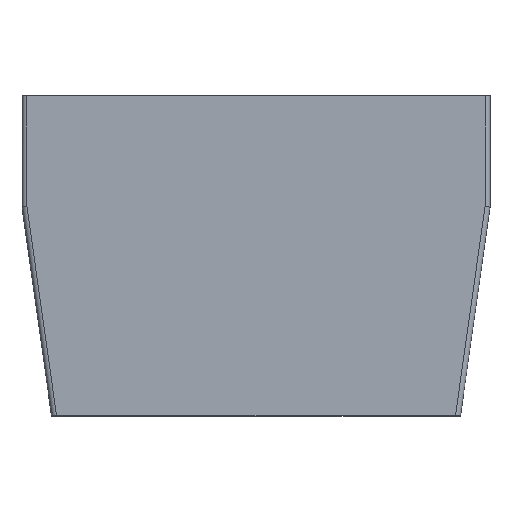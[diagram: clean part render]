
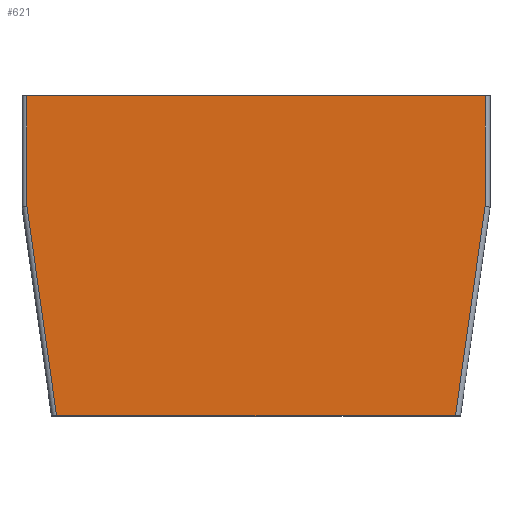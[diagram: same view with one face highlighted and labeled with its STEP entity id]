
A CAD part, top view. The second image highlights one B-rep face of the part: STEP entity #621.
In plain terms, the highlighted planar face has unit normal (0, 0, 1).
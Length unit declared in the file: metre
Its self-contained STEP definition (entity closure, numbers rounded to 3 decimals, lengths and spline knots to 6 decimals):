
#111=ORIENTED_EDGE('',*,*,#278,.T.);
#112=ORIENTED_EDGE('',*,*,#279,.T.);
#113=ORIENTED_EDGE('',*,*,#280,.T.);
#114=ORIENTED_EDGE('',*,*,#276,.F.);
#115=ORIENTED_EDGE('',*,*,#281,.T.);
#116=ORIENTED_EDGE('',*,*,#282,.T.);
#276=EDGE_CURVE('',#358,#359,#410,.T.);
#278=EDGE_CURVE('',#360,#361,#411,.T.);
#279=EDGE_CURVE('',#361,#362,#412,.F.);
#280=EDGE_CURVE('',#362,#359,#413,.F.);
#281=EDGE_CURVE('',#358,#363,#414,.T.);
#282=EDGE_CURVE('',#363,#360,#415,.T.);
#358=VERTEX_POINT('',#1019);
#359=VERTEX_POINT('',#1021);
#360=VERTEX_POINT('',#1025);
#361=VERTEX_POINT('',#1026);
#362=VERTEX_POINT('',#1028);
#363=VERTEX_POINT('',#1031);
#410=LINE('',#1020,#457);
#411=LINE('',#1024,#458);
#412=LINE('',#1027,#459);
#413=LINE('',#1029,#460);
#414=LINE('',#1030,#461);
#415=LINE('',#1032,#462);
#457=VECTOR('',#802,1.);
#458=VECTOR('',#807,1.);
#459=VECTOR('',#808,1.);
#460=VECTOR('',#809,1.);
#461=VECTOR('',#810,1.);
#462=VECTOR('',#811,1.);
#490=EDGE_LOOP('',(#111,#112,#113,#114,#115,#116));
#549=FACE_BOUND('',#490,.T.);
#604=PLANE('',#685);
#621=ADVANCED_FACE('',(#549),#604,.F.);
#685=AXIS2_PLACEMENT_3D('',#1023,#805,#806);
#802=DIRECTION('',(-1.,0.,0.));
#805=DIRECTION('',(0.,0.,-1.));
#806=DIRECTION('',(-1.,0.,0.));
#807=DIRECTION('',(-1.,0.,0.));
#808=DIRECTION('',(0.,1.,0.));
#809=DIRECTION('',(-0.14,0.99,0.));
#810=DIRECTION('',(0.14,0.99,0.));
#811=DIRECTION('',(0.,1.,0.));
#1019=CARTESIAN_POINT('',(0.06299,-0.065,0.));
#1020=CARTESIAN_POINT('',(0.0225,-0.065,0.));
#1021=CARTESIAN_POINT('',(-0.01799,-0.065,0.));
#1023=CARTESIAN_POINT('',(0.0225,-0.065,0.));
#1024=CARTESIAN_POINT('',(0.0225,0.,0.));
#1025=CARTESIAN_POINT('',(0.069,0.,0.));
#1026=CARTESIAN_POINT('',(-0.024,0.,0.));
#1027=CARTESIAN_POINT('',(-0.024,-0.0226,0.));
#1028=CARTESIAN_POINT('',(-0.024,-0.02253,0.));
#1029=CARTESIAN_POINT('',(-0.01801,-0.06486,0.));
#1030=CARTESIAN_POINT('',(0.062195,-0.070617,0.));
#1031=CARTESIAN_POINT('',(0.069,-0.02253,0.));
#1032=CARTESIAN_POINT('',(0.069,-0.065,0.));
